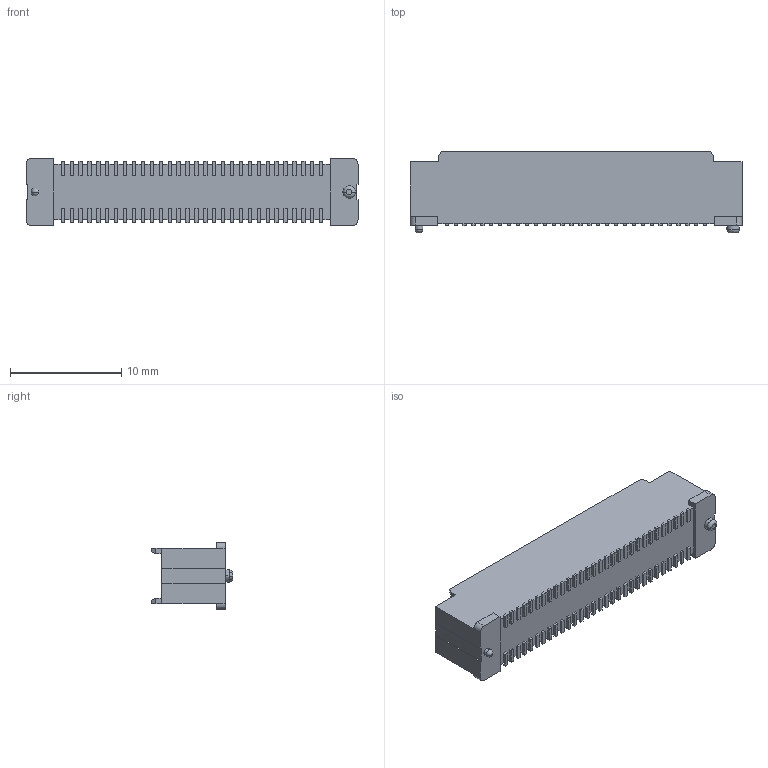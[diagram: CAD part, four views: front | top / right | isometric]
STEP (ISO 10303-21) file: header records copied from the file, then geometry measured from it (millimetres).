
FILE_DESCRIPTION((''),'2;1');
FILE_NAME('61083-063X0XXX','2014-07-11T',('sungm'),('FCI'),'PRO/ENGINEER BY PARAMETRIC TECHNOLOGY CORPORATION, 2013150','PRO/ENGINEER BY PARAMETRIC TECHNOLOGY CORPORATION, 2013150','');
FILE_SCHEMA(('CONFIG_CONTROL_DESIGN'));
Length unit declared in the file: millimetre
Products named in the file (1): 61083-063X0XXX
Bounding box: 29.8 x 7.35 x 6 mm (x, y, z)
Volume: 651.1 mm3; surface area: 1113.7 mm2
Topology: 1 solids, 1 shells, 721 faces, 1989 edges, 1273 vertices
Faces by surface type: plane 685, cylinder 16, cone 16, sphere 2, bspline 2
Entity records: 22379 total; most frequent: CARTESIAN_POINT 4035, ORIENTED_EDGE 3974, DIRECTION 3479, EDGE_CURVE 1987, VECTOR 1933, LINE 1933, VERTEX_POINT 1273, AXIS2_PLACEMENT_3D 773
